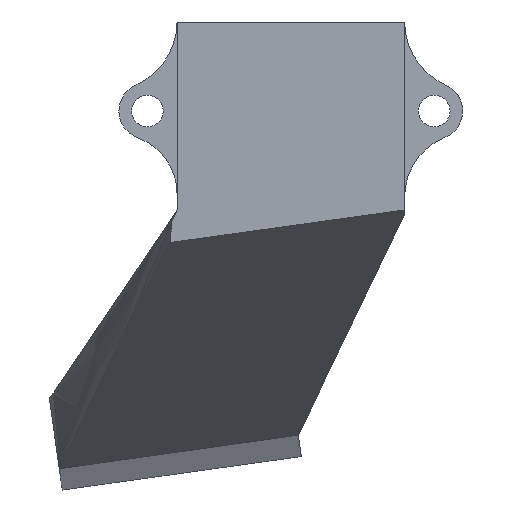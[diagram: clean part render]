
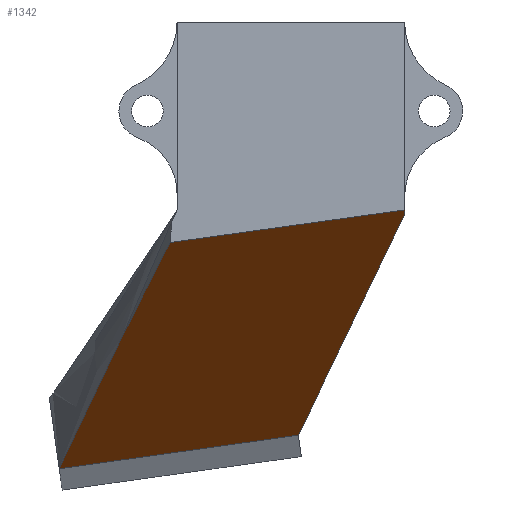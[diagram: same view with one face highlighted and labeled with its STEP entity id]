
A CAD part, front view. The second image highlights one B-rep face of the part: STEP entity #1342.
In plain terms, the highlighted planar face has unit normal (0.113, -0.57, -0.814).
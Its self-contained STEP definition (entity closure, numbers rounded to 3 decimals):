
#121=B_SPLINE_CURVE_WITH_KNOTS('',3,(#2923,#2924,#2925,#2926,#2927,#2928),
 .UNSPECIFIED.,.F.,.F.,(4,2,4),(0.065,1.905,3.73),
 .UNSPECIFIED.);
#123=B_SPLINE_CURVE_WITH_KNOTS('',3,(#2950,#2951,#2952,#2953,#2954,#2955,
#2956,#2957,#2958,#2959,#2960,#2961,#2962,#2963,#2964,#2965),
 .UNSPECIFIED.,.F.,.F.,(4,3,3,3,3,4),(-2.362,-2.144,
-1.598,-0.845,-0.358,-0.092),
 .UNSPECIFIED.);
#225=FACE_OUTER_BOUND('',#298,.T.);
#298=EDGE_LOOP('',(#1233,#1234,#1235,#1236,#1237,#1238,#1239));
#339=LINE('',#2361,#437);
#392=LINE('',#2858,#490);
#393=LINE('',#2901,#491);
#395=LINE('',#2969,#493);
#396=LINE('',#2971,#494);
#437=VECTOR('',#1529,10.);
#490=VECTOR('',#1674,10.);
#491=VECTOR('',#1677,10.);
#493=VECTOR('',#1681,10.);
#494=VECTOR('',#1684,10.);
#572=VERTEX_POINT('',#2351);
#573=VERTEX_POINT('',#2353);
#625=VERTEX_POINT('',#2852);
#627=VERTEX_POINT('',#2887);
#628=VERTEX_POINT('',#2918);
#629=VERTEX_POINT('',#2945);
#630=VERTEX_POINT('',#2967);
#727=EDGE_CURVE('',#573,#572,#339,.F.);
#822=EDGE_CURVE('',#625,#572,#392,.T.);
#826=EDGE_CURVE('',#625,#627,#393,.T.);
#828=EDGE_CURVE('',#627,#628,#121,.T.);
#830=EDGE_CURVE('',#629,#573,#123,.F.);
#832=EDGE_CURVE('',#629,#630,#395,.T.);
#833=EDGE_CURVE('',#628,#630,#396,.T.);
#1233=ORIENTED_EDGE('',*,*,#833,.F.);
#1234=ORIENTED_EDGE('',*,*,#828,.F.);
#1235=ORIENTED_EDGE('',*,*,#826,.F.);
#1236=ORIENTED_EDGE('',*,*,#822,.T.);
#1237=ORIENTED_EDGE('',*,*,#727,.F.);
#1238=ORIENTED_EDGE('',*,*,#830,.F.);
#1239=ORIENTED_EDGE('',*,*,#832,.T.);
#1274=PLANE('',#1434);
#1342=ADVANCED_FACE('',(#225),#1274,.F.);
#1434=AXIS2_PLACEMENT_3D('',#2972,#1685,#1686);
#1529=DIRECTION('',(-0.292,0.764,-0.575));
#1674=DIRECTION('',(-0.991,0.,-0.137));
#1677=DIRECTION('',(0.,0.819,-0.574));
#1681=DIRECTION('',(0.08,0.822,-0.564));
#1684=DIRECTION('',(-0.99,0.003,-0.139));
#1685=DIRECTION('center_axis',(-0.113,0.57,0.814));
#1686=DIRECTION('ref_axis',(0.991,0.,0.137));
#2351=CARTESIAN_POINT('',(-12.2,-9.,-3.283));
#2353=CARTESIAN_POINT('',(-17.076,3.736,-12.877));
#2361=CARTESIAN_POINT('',(-20.207,11.915,-19.039));
#2852=CARTESIAN_POINT('',(11.5,-9.,0.));
#2858=CARTESIAN_POINT('',(-9.197,-9.,-2.867));
#2887=CARTESIAN_POINT('',(11.5,-8.342,-0.461));
#2901=CARTESIAN_POINT('',(11.5,-0.945,-5.641));
#2918=CARTESIAN_POINT('',(0.771,21.366,-22.752));
#2923=CARTESIAN_POINT('Ctrl Pts',(11.5,-8.342,-0.461));
#2924=CARTESIAN_POINT('Ctrl Pts',(9.782,-3.591,-4.026));
#2925=CARTESIAN_POINT('Ctrl Pts',(7.878,1.673,-7.976));
#2926=CARTESIAN_POINT('Ctrl Pts',(4.362,11.406,-15.279));
#2927=CARTESIAN_POINT('Ctrl Pts',(2.543,16.445,-19.06));
#2928=CARTESIAN_POINT('Ctrl Pts',(0.771,21.366,-22.752));
#2945=CARTESIAN_POINT('',(-23.41,21.392,-26.119));
#2950=CARTESIAN_POINT('Ctrl Pts',(-17.076,3.736,-12.877));
#2951=CARTESIAN_POINT('Ctrl Pts',(-17.265,4.299,-13.298));
#2952=CARTESIAN_POINT('Ctrl Pts',(-17.456,4.861,-13.718));
#2953=CARTESIAN_POINT('Ctrl Pts',(-17.647,5.421,-14.136));
#2954=CARTESIAN_POINT('Ctrl Pts',(-18.125,6.826,-15.186));
#2955=CARTESIAN_POINT('Ctrl Pts',(-18.614,8.243,-16.246));
#2956=CARTESIAN_POINT('Ctrl Pts',(-19.111,9.665,-17.311));
#2957=CARTESIAN_POINT('Ctrl Pts',(-19.798,11.626,-18.78));
#2958=CARTESIAN_POINT('Ctrl Pts',(-20.502,13.597,-20.258));
#2959=CARTESIAN_POINT('Ctrl Pts',(-21.219,15.558,-21.731));
#2960=CARTESIAN_POINT('Ctrl Pts',(-21.683,16.825,-22.682));
#2961=CARTESIAN_POINT('Ctrl Pts',(-22.152,18.088,-23.631));
#2962=CARTESIAN_POINT('Ctrl Pts',(-22.626,19.341,-24.575));
#2963=CARTESIAN_POINT('Ctrl Pts',(-22.886,20.028,-25.092));
#2964=CARTESIAN_POINT('Ctrl Pts',(-23.148,20.712,-25.607));
#2965=CARTESIAN_POINT('Ctrl Pts',(-23.41,21.392,-26.119));
#2967=CARTESIAN_POINT('',(-23.406,21.433,-26.148));
#2969=CARTESIAN_POINT('',(-23.918,16.151,-22.519));
#2971=CARTESIAN_POINT('',(-2.671,21.375,-23.235));
#2972=CARTESIAN_POINT('Origin',(-5.902,5.978,-12.899));
